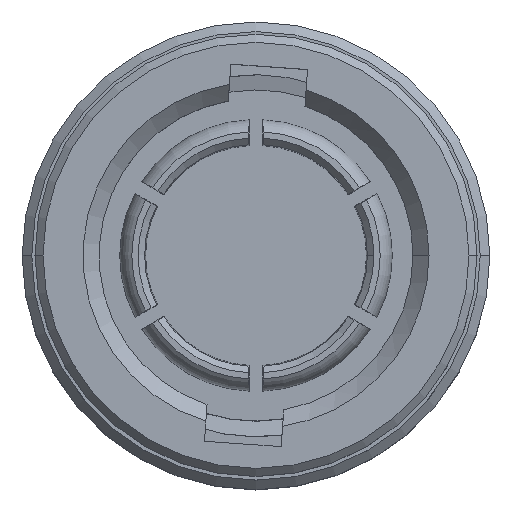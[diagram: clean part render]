
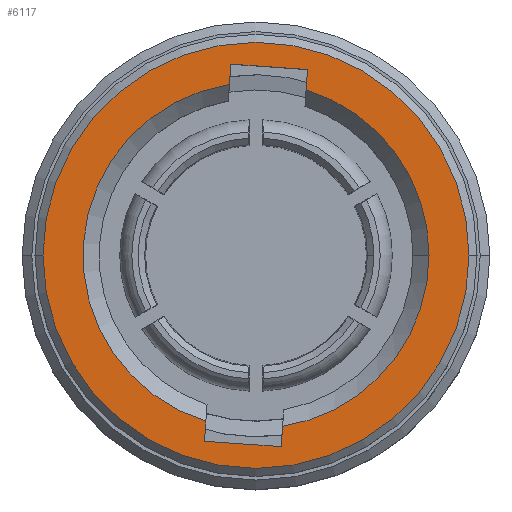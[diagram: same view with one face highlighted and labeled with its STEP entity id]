
A CAD part, top view. The second image highlights one B-rep face of the part: STEP entity #6117.
In plain terms, the highlighted planar face has unit normal (0, 0, 1).
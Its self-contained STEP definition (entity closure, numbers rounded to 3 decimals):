
#26 = CARTESIAN_POINT ( 'NONE',  ( 0., 0., 1.05 ) ) ;
#104 = VECTOR ( 'NONE', #4542, 1000. ) ;
#241 = LINE ( 'NONE', #6264, #3500 ) ;
#259 = CIRCLE ( 'NONE', #6211, 6.65 ) ;
#296 = VERTEX_POINT ( 'NONE', #1306 ) ;
#329 = VERTEX_POINT ( 'NONE', #769 ) ;
#387 = DIRECTION ( 'NONE',  ( -1., 0., 0. ) ) ;
#552 = ORIENTED_EDGE ( 'NONE', *, *, #1141, .F. ) ;
#744 = CARTESIAN_POINT ( 'NONE',  ( 0., 0., 1.05 ) ) ;
#769 = CARTESIAN_POINT ( 'NONE',  ( 6.65, 0., 1.05 ) ) ;
#840 = ORIENTED_EDGE ( 'NONE', *, *, #3076, .F. ) ;
#902 = CARTESIAN_POINT ( 'NONE',  ( -0.786, 5.969, 1.05 ) ) ;
#935 = LINE ( 'NONE', #1882, #104 ) ;
#991 = DIRECTION ( 'NONE',  ( 0., 0., 1. ) ) ;
#1012 = EDGE_CURVE ( 'NONE', #329, #296, #259, .T. ) ;
#1141 = EDGE_CURVE ( 'NONE', #3227, #3794, #2445, .T. ) ;
#1164 = CARTESIAN_POINT ( 'NONE',  ( 0., 0., 1.05 ) ) ;
#1257 = VERTEX_POINT ( 'NONE', #2890 ) ;
#1263 = DIRECTION ( 'NONE',  ( -1., 0., 0. ) ) ;
#1306 = CARTESIAN_POINT ( 'NONE',  ( -6.65, 0., 1.05 ) ) ;
#1318 = AXIS2_PLACEMENT_3D ( 'NONE', #6186, #4723, #2154 ) ;
#1488 = DIRECTION ( 'NONE',  ( -1., 0., 0. ) ) ;
#1527 = VERTEX_POINT ( 'NONE', #2882 ) ;
#1576 = ORIENTED_EDGE ( 'NONE', *, *, #4023, .F. ) ;
#1609 = CARTESIAN_POINT ( 'NONE',  ( -0.866, 4.823, 1.05 ) ) ;
#1635 = VERTEX_POINT ( 'NONE', #5482 ) ;
#1653 = ORIENTED_EDGE ( 'NONE', *, *, #6236, .F. ) ;
#1757 = EDGE_CURVE ( 'NONE', #1527, #4259, #935, .T. ) ;
#1806 = VERTEX_POINT ( 'NONE', #2421 ) ;
#1882 = CARTESIAN_POINT ( 'NONE',  ( -1.528, -4.656, 1.05 ) ) ;
#1935 = ORIENTED_EDGE ( 'NONE', *, *, #4093, .F. ) ;
#2154 = DIRECTION ( 'NONE',  ( 1., 0., 0. ) ) ;
#2287 = FACE_OUTER_BOUND ( 'NONE', #5122, .T. ) ;
#2294 = CARTESIAN_POINT ( 'NONE',  ( -1.609, -5.802, 1.05 ) ) ;
#2421 = CARTESIAN_POINT ( 'NONE',  ( 1.564, 5.168, 1.05 ) ) ;
#2445 = LINE ( 'NONE', #5706, #5684 ) ;
#2485 = AXIS2_PLACEMENT_3D ( 'NONE', #5127, #991, #3087 ) ;
#2573 = CARTESIAN_POINT ( 'NONE',  ( 1.609, 5.802, 1.05 ) ) ;
#2664 = ORIENTED_EDGE ( 'NONE', *, *, #4767, .F. ) ;
#2673 = CARTESIAN_POINT ( 'NONE',  ( 0.83, -5.336, 1.05 ) ) ;
#2716 = DIRECTION ( 'NONE',  ( 0.07, 0.998, 0. ) ) ;
#2742 = CARTESIAN_POINT ( 'NONE',  ( 0.786, -5.969, 1.05 ) ) ;
#2798 = CARTESIAN_POINT ( 'NONE',  ( -1.609, -5.802, 1.05 ) ) ;
#2882 = CARTESIAN_POINT ( 'NONE',  ( -1.564, -5.168, 1.05 ) ) ;
#2884 = VERTEX_POINT ( 'NONE', #2742 ) ;
#2890 = CARTESIAN_POINT ( 'NONE',  ( 5.4, 0., 1.05 ) ) ;
#2894 = ORIENTED_EDGE ( 'NONE', *, *, #4813, .T. ) ;
#2906 = LINE ( 'NONE', #6421, #5116 ) ;
#3076 = EDGE_CURVE ( 'NONE', #1806, #3227, #2906, .T. ) ;
#3087 = DIRECTION ( 'NONE',  ( 1., 0., 0. ) ) ;
#3130 = DIRECTION ( 'NONE',  ( -0.07, -0.998, 0. ) ) ;
#3227 = VERTEX_POINT ( 'NONE', #2573 ) ;
#3267 = CIRCLE ( 'NONE', #6118, 5.4 ) ;
#3289 = EDGE_CURVE ( 'NONE', #1635, #1527, #4711, .T. ) ;
#3476 = CIRCLE ( 'NONE', #4201, 6.65 ) ;
#3500 = VECTOR ( 'NONE', #2716, 1000. ) ;
#3504 = ORIENTED_EDGE ( 'NONE', *, *, #3289, .F. ) ;
#3548 = EDGE_CURVE ( 'NONE', #5850, #1257, #3267, .T. ) ;
#3599 = CIRCLE ( 'NONE', #2485, 5.4 ) ;
#3654 = DIRECTION ( 'NONE',  ( 0., 0., 1. ) ) ;
#3794 = VERTEX_POINT ( 'NONE', #902 ) ;
#3806 = DIRECTION ( 'NONE',  ( 1., 0., 0. ) ) ;
#3822 = ORIENTED_EDGE ( 'NONE', *, *, #1757, .F. ) ;
#3832 = DIRECTION ( 'NONE',  ( 0.998, -0.07, 0. ) ) ;
#3966 = LINE ( 'NONE', #2294, #4190 ) ;
#4023 = EDGE_CURVE ( 'NONE', #2884, #5850, #241, .T. ) ;
#4093 = EDGE_CURVE ( 'NONE', #4259, #2884, #3966, .T. ) ;
#4190 = VECTOR ( 'NONE', #3832, 1000. ) ;
#4201 = AXIS2_PLACEMENT_3D ( 'NONE', #1164, #5273, #1263 ) ;
#4259 = VERTEX_POINT ( 'NONE', #2798 ) ;
#4381 = EDGE_LOOP ( 'NONE', ( #3504, #2664, #552, #840, #1653, #5234, #1576, #1935, #3822 ) ) ;
#4542 = DIRECTION ( 'NONE',  ( -0.07, -0.998, 0. ) ) ;
#4578 = DIRECTION ( 'NONE',  ( 0., 0., 1. ) ) ;
#4688 = FACE_BOUND ( 'NONE', #4381, .T. ) ;
#4711 = CIRCLE ( 'NONE', #1318, 5.4 ) ;
#4723 = DIRECTION ( 'NONE',  ( 0., 0., 1. ) ) ;
#4767 = EDGE_CURVE ( 'NONE', #3794, #1635, #4967, .T. ) ;
#4813 = EDGE_CURVE ( 'NONE', #296, #329, #3476, .T. ) ;
#4967 = LINE ( 'NONE', #1609, #5420 ) ;
#5116 = VECTOR ( 'NONE', #5933, 1000. ) ;
#5122 = EDGE_LOOP ( 'NONE', ( #2894, #6436 ) ) ;
#5127 = CARTESIAN_POINT ( 'NONE',  ( 0., 0., 1.05 ) ) ;
#5234 = ORIENTED_EDGE ( 'NONE', *, *, #3548, .F. ) ;
#5273 = DIRECTION ( 'NONE',  ( 0., 0., 1. ) ) ;
#5420 = VECTOR ( 'NONE', #3130, 1000. ) ;
#5482 = CARTESIAN_POINT ( 'NONE',  ( -0.83, 5.336, 1.05 ) ) ;
#5684 = VECTOR ( 'NONE', #6212, 1000. ) ;
#5706 = CARTESIAN_POINT ( 'NONE',  ( -0.786, 5.969, 1.05 ) ) ;
#5850 = VERTEX_POINT ( 'NONE', #2673 ) ;
#5933 = DIRECTION ( 'NONE',  ( 0.07, 0.998, 0. ) ) ;
#6049 = CARTESIAN_POINT ( 'NONE',  ( 0., 0., 1.05 ) ) ;
#6117 = ADVANCED_FACE ( 'NONE', ( #4688, #2287 ), #6489, .F. ) ;
#6118 = AXIS2_PLACEMENT_3D ( 'NONE', #26, #3654, #3806 ) ;
#6186 = CARTESIAN_POINT ( 'NONE',  ( 0., 0., 1.05 ) ) ;
#6211 = AXIS2_PLACEMENT_3D ( 'NONE', #6049, #4578, #1488 ) ;
#6212 = DIRECTION ( 'NONE',  ( -0.998, 0.07, 0. ) ) ;
#6236 = EDGE_CURVE ( 'NONE', #1257, #1806, #3599, .T. ) ;
#6264 = CARTESIAN_POINT ( 'NONE',  ( 0.866, -4.823, 1.05 ) ) ;
#6294 = AXIS2_PLACEMENT_3D ( 'NONE', #744, #6504, #387 ) ;
#6421 = CARTESIAN_POINT ( 'NONE',  ( 1.609, 5.802, 1.05 ) ) ;
#6436 = ORIENTED_EDGE ( 'NONE', *, *, #1012, .T. ) ;
#6489 = PLANE ( 'NONE',  #6294 ) ;
#6504 = DIRECTION ( 'NONE',  ( 0., 0., -1. ) ) ;
